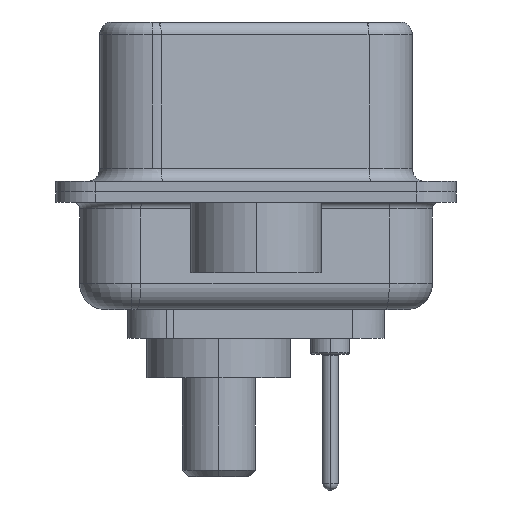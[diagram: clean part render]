
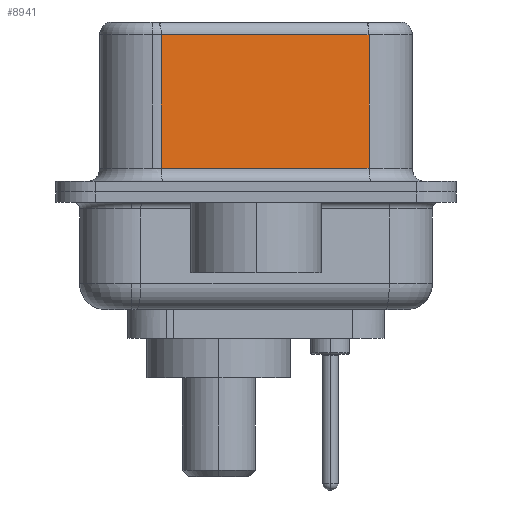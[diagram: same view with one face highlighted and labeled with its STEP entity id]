
A CAD part, left-side view. The second image highlights one B-rep face of the part: STEP entity #8941.
In plain terms, the highlighted planar face has unit normal (-0.985, -0.174, 0).
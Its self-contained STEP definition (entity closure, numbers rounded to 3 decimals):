
#665 = DIRECTION ( 'NONE',  ( 0.174, -0.985, 0. ) ) ;
#1053 = CARTESIAN_POINT ( 'NONE',  ( 5.132, -4.322, 0.9 ) ) ;
#1491 = EDGE_CURVE ( 'NONE', #5719, #9141, #1712, .T. ) ;
#1712 = LINE ( 'NONE', #1053, #2222 ) ;
#2222 = VECTOR ( 'NONE', #665, 1000. ) ;
#2563 = ORIENTED_EDGE ( 'NONE', *, *, #9845, .T. ) ;
#3876 = EDGE_LOOP ( 'NONE', ( #18441, #14333, #2563, #13353 ) ) ;
#4171 = VECTOR ( 'NONE', #9766, 1000. ) ;
#5292 = VERTEX_POINT ( 'NONE', #14160 ) ;
#5719 = VERTEX_POINT ( 'NONE', #13513 ) ;
#5862 = CARTESIAN_POINT ( 'NONE',  ( 5.132, -4.322, 6.02 ) ) ;
#6086 = DIRECTION ( 'NONE',  ( 0.985, 0.174, 0. ) ) ;
#6559 = FACE_OUTER_BOUND ( 'NONE', #3876, .T. ) ;
#7109 = AXIS2_PLACEMENT_3D ( 'NONE', #12647, #6086, #17671 ) ;
#8841 = EDGE_CURVE ( 'NONE', #12576, #5292, #19794, .T. ) ;
#8941 = ADVANCED_FACE ( 'NONE', ( #6559 ), #12712, .F. ) ;
#9141 = VERTEX_POINT ( 'NONE', #21499 ) ;
#9766 = DIRECTION ( 'NONE',  ( 0., 0., -1. ) ) ;
#9845 = EDGE_CURVE ( 'NONE', #5292, #5719, #16364, .T. ) ;
#10674 = CARTESIAN_POINT ( 'NONE',  ( 3.73, 3.628, 6.52 ) ) ;
#11015 = VECTOR ( 'NONE', #14155, 1000. ) ;
#12576 = VERTEX_POINT ( 'NONE', #17291 ) ;
#12647 = CARTESIAN_POINT ( 'NONE',  ( 5.132, -4.322, 6.52 ) ) ;
#12712 = PLANE ( 'NONE',  #7109 ) ;
#13053 = LINE ( 'NONE', #19663, #4171 ) ;
#13353 = ORIENTED_EDGE ( 'NONE', *, *, #1491, .T. ) ;
#13401 = EDGE_CURVE ( 'NONE', #12576, #9141, #13053, .T. ) ;
#13513 = CARTESIAN_POINT ( 'NONE',  ( 3.73, 3.628, 0.9 ) ) ;
#14155 = DIRECTION ( 'NONE',  ( -0.174, 0.985, 0. ) ) ;
#14160 = CARTESIAN_POINT ( 'NONE',  ( 3.73, 3.628, 6.02 ) ) ;
#14333 = ORIENTED_EDGE ( 'NONE', *, *, #8841, .T. ) ;
#15847 = VECTOR ( 'NONE', #20548, 1000. ) ;
#16364 = LINE ( 'NONE', #10674, #15847 ) ;
#17291 = CARTESIAN_POINT ( 'NONE',  ( 5.132, -4.322, 6.02 ) ) ;
#17671 = DIRECTION ( 'NONE',  ( -0.174, 0.985, 0. ) ) ;
#18441 = ORIENTED_EDGE ( 'NONE', *, *, #13401, .F. ) ;
#19663 = CARTESIAN_POINT ( 'NONE',  ( 5.132, -4.322, 6.52 ) ) ;
#19794 = LINE ( 'NONE', #5862, #11015 ) ;
#20548 = DIRECTION ( 'NONE',  ( 0., 0., -1. ) ) ;
#21499 = CARTESIAN_POINT ( 'NONE',  ( 5.132, -4.322, 0.9 ) ) ;
